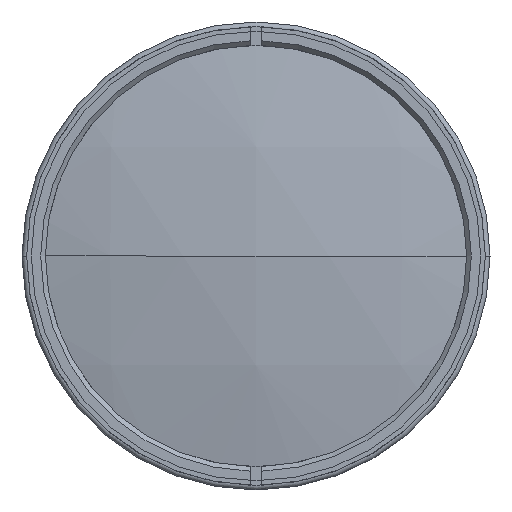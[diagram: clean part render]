
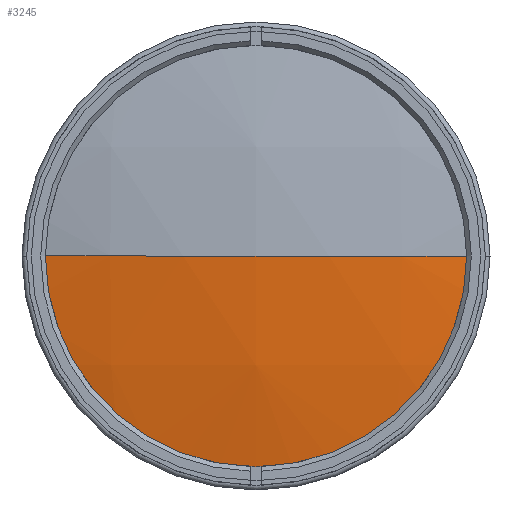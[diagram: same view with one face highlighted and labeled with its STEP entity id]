
A CAD part, left-side view. The second image highlights one B-rep face of the part: STEP entity #3245.
In plain terms, the highlighted spherical face has radius 224 mm.
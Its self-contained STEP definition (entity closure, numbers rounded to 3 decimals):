
#22 = ORIENTED_EDGE ( 'NONE', *, *, #324, .T. ) ;
#312 = AXIS2_PLACEMENT_3D ( 'NONE', #3688, #3828, #2230 ) ;
#324 = EDGE_CURVE ( 'NONE', #3674, #2503, #2519, .T. ) ;
#370 = CIRCLE ( 'NONE', #1412, 46.5 ) ;
#1295 = AXIS2_PLACEMENT_3D ( 'NONE', #4021, #2378, #3699 ) ;
#1412 = AXIS2_PLACEMENT_3D ( 'NONE', #1850, #1450, #2201 ) ;
#1450 = DIRECTION ( 'NONE',  ( -1., 0., 0. ) ) ;
#1477 = EDGE_CURVE ( 'NONE', #3323, #3674, #370, .T. ) ;
#1500 = CARTESIAN_POINT ( 'NONE',  ( -182.505, 46.5, 0. ) ) ;
#1780 = CARTESIAN_POINT ( 'NONE',  ( -187.385, 0., 0. ) ) ;
#1850 = CARTESIAN_POINT ( 'NONE',  ( -182.505, 0., 0. ) ) ;
#2132 = CARTESIAN_POINT ( 'NONE',  ( -182.505, -46.5, 0. ) ) ;
#2201 = DIRECTION ( 'NONE',  ( 0., 0., 1. ) ) ;
#2227 = DIRECTION ( 'NONE',  ( 0., 0., -1. ) ) ;
#2230 = DIRECTION ( 'NONE',  ( 0., -1., 0. ) ) ;
#2247 = DIRECTION ( 'NONE',  ( 0., 1., 0. ) ) ;
#2314 = AXIS2_PLACEMENT_3D ( 'NONE', #2877, #2227, #2247 ) ;
#2378 = DIRECTION ( 'NONE',  ( 0., 0., -1. ) ) ;
#2471 = CIRCLE ( 'NONE', #312, 224. ) ;
#2503 = VERTEX_POINT ( 'NONE', #1780 ) ;
#2519 = CIRCLE ( 'NONE', #2314, 224. ) ;
#2877 = CARTESIAN_POINT ( 'NONE',  ( 36.615, 0., 0. ) ) ;
#3245 = ADVANCED_FACE ( 'NONE', ( #3405 ), #3389, .T. ) ;
#3323 = VERTEX_POINT ( 'NONE', #1500 ) ;
#3389 = SPHERICAL_SURFACE ( 'NONE', #1295, 224. ) ;
#3405 = FACE_OUTER_BOUND ( 'NONE', #4157, .T. ) ;
#3470 = ORIENTED_EDGE ( 'NONE', *, *, #1477, .T. ) ;
#3487 = ORIENTED_EDGE ( 'NONE', *, *, #3944, .F. ) ;
#3674 = VERTEX_POINT ( 'NONE', #2132 ) ;
#3688 = CARTESIAN_POINT ( 'NONE',  ( 36.615, 0., 0. ) ) ;
#3699 = DIRECTION ( 'NONE',  ( 0., 1., 0. ) ) ;
#3828 = DIRECTION ( 'NONE',  ( 0., 0., 1. ) ) ;
#3944 = EDGE_CURVE ( 'NONE', #3323, #2503, #2471, .T. ) ;
#4021 = CARTESIAN_POINT ( 'NONE',  ( 36.615, 0., 0. ) ) ;
#4157 = EDGE_LOOP ( 'NONE', ( #3470, #22, #3487 ) ) ;
